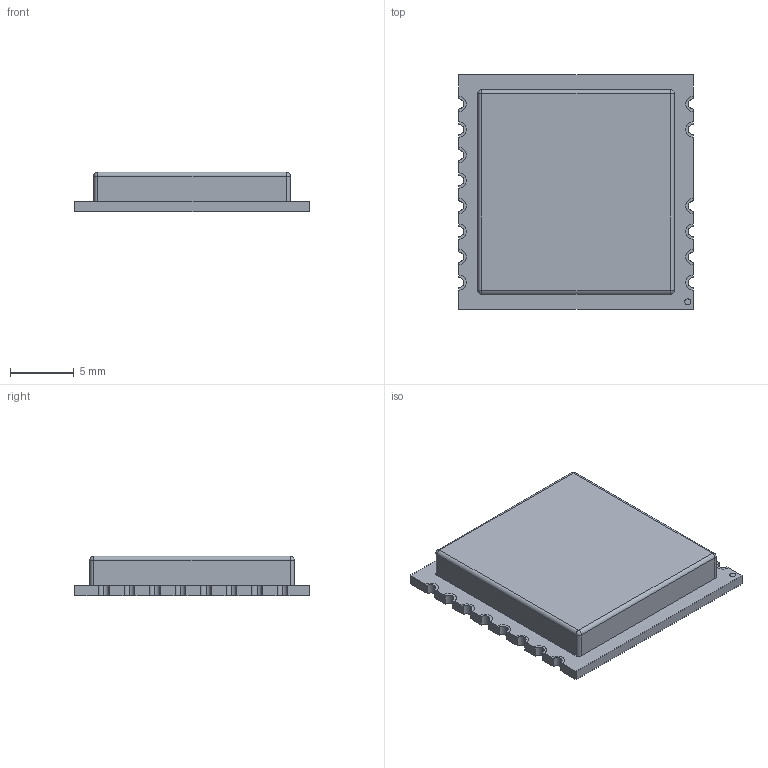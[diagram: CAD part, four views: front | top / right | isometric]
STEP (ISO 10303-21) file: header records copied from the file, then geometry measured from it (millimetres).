
FILE_DESCRIPTION (( 'STEP AP214' ), '1' );
FILE_NAME ('WIRELM-SMD_PNP7306.STEP', '2021-07-14T05:01:41', ( '' ), ( '' ), 'SwSTEP 2.0', 'SolidWorks 2020', '' );
FILE_SCHEMA (( 'AUTOMOTIVE_DESIGN' ));
Length unit declared in the file: millimetre
Products named in the file (1): WIRELM-SMD_PNP7306
Bounding box: 18.4 x 18.4 x 3.1 mm (x, y, z)
Volume: 833.4 mm3; surface area: 869.6 mm2
Topology: 1 solids, 1 shells, 218 faces, 613 edges, 402 vertices
Faces by surface type: plane 126, cylinder 74, bspline 14, sphere 4
Entity records: 9643 total; most frequent: CARTESIAN_POINT 1640, ORIENTED_EDGE 1218, DIRECTION 1096, EDGE_CURVE 609, VERTEX_POINT 402, VECTOR 390, LINE 390, AXIS2_PLACEMENT_3D 353
